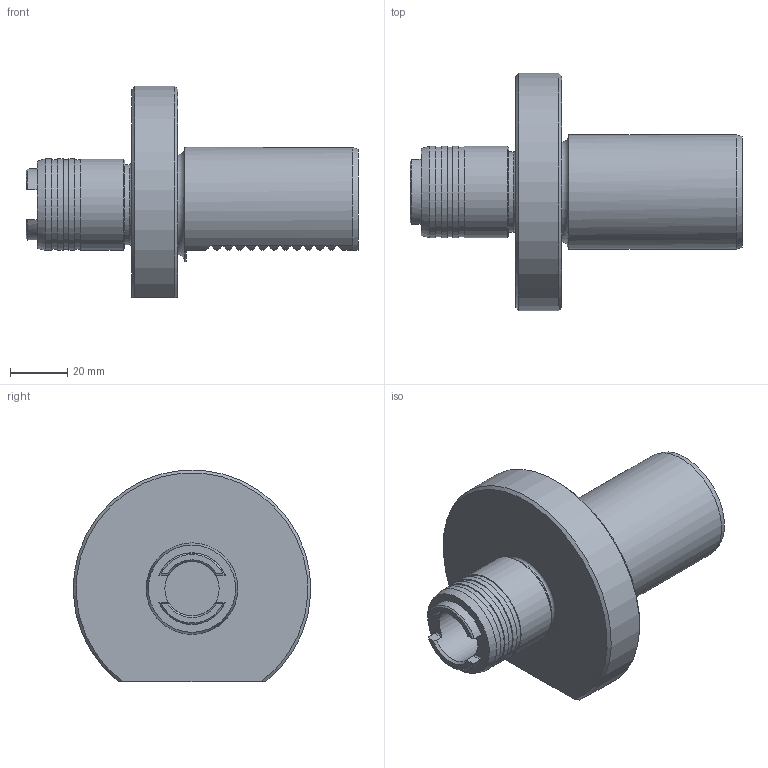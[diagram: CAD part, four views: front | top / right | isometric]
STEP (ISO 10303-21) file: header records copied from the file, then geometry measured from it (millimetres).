
FILE_DESCRIPTION( ( 'Unknown' ), '1' );
FILE_NAME( '409.16.12.1.stp', 'Unknown', ( 'Unknown' ), ( 'Unknown' ), 'PSStep 15.0.49', 'Unknown', ' ' );
FILE_SCHEMA( ( 'AUTOMOTIVE_DESIGN { 1 0 10303 214 1 1 1 1 }' ) );
Length unit declared in the file: millimetre
Products named in the file (1): 1
Bounding box: 116 x 82.91 x 73.85 mm (x, y, z)
Volume: 175163 mm3; surface area: 28307.1 mm2
Topology: 1 solids, 1 shells, 105 faces, 249 edges, 157 vertices
Faces by surface type: plane 58, cylinder 32, cone 13, torus 2
Full cylindrical faces by diameter (mm): 4 x1, 10 x1, 14 x1, 19 x1, 28 x1, 31.3 x3, 31.9 x1, 32 x3, 40 x1
Entity records: 3468 total; most frequent: CARTESIAN_POINT 537, DIRECTION 470, ORIENTED_EDGE 414, EDGE_CURVE 207, AXIS2_PLACEMENT_3D 191, VERTEX_POINT 150, EDGE_LOOP 125, FACE_OUTER_BOUND 108
